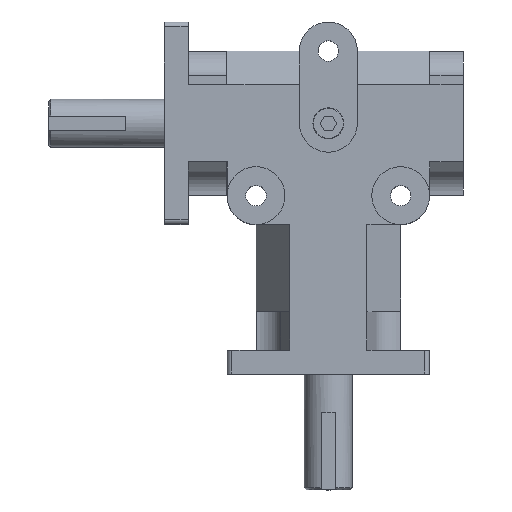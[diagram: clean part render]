
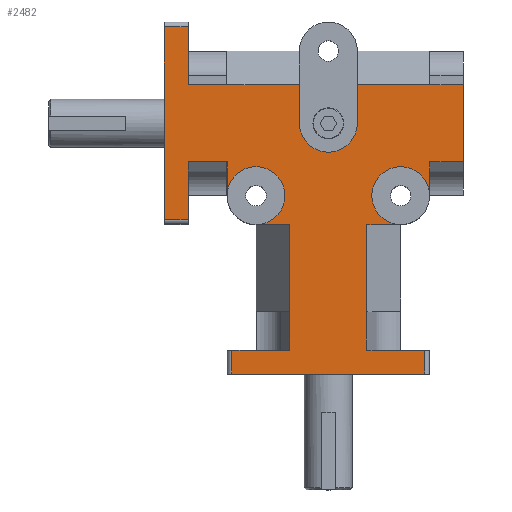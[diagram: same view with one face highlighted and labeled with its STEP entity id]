
A CAD part, top view. The second image highlights one B-rep face of the part: STEP entity #2482.
In plain terms, the highlighted planar face has unit normal (0, 0, 1).
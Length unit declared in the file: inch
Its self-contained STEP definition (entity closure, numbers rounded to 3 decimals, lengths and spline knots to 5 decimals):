
#29=VECTOR('',#2624,1.);
#33=VECTOR('',#2640,1.);
#36=VECTOR('',#2653,1.);
#39=VECTOR('',#2664,1.);
#44=VECTOR('',#2684,1.);
#52=VECTOR('',#2701,1.);
#61=VECTOR('',#2719,1.);
#64=VECTOR('',#2731,1.);
#106=VECTOR('',#2807,1.);
#121=VECTOR('',#2835,1.);
#132=VECTOR('',#2858,1.);
#146=VECTOR('',#2889,1.);
#149=VECTOR('',#2894,1.);
#171=VECTOR('',#2949,1.);
#178=VECTOR('',#2962,1.);
#186=VECTOR('',#2980,1.);
#218=VECTOR('',#3106,1.);
#221=VECTOR('',#3112,1.);
#224=VECTOR('',#3116,1.);
#230=VECTOR('',#3126,1.);
#232=VECTOR('',#3128,1.);
#241=LINE('',#3227,#29);
#245=LINE('',#3245,#33);
#248=LINE('',#3259,#36);
#251=LINE('',#3272,#39);
#256=LINE('',#3293,#44);
#264=LINE('',#3316,#52);
#273=LINE('',#3340,#61);
#276=LINE('',#3352,#64);
#318=LINE('',#3466,#106);
#333=LINE('',#3499,#121);
#344=LINE('',#3525,#132);
#358=LINE('',#3562,#146);
#361=LINE('',#3567,#149);
#383=LINE('',#3628,#171);
#390=LINE('',#3645,#178);
#398=LINE('',#3664,#186);
#430=LINE('',#3806,#218);
#433=LINE('',#3812,#221);
#436=LINE('',#3820,#224);
#442=LINE('',#3833,#230);
#444=LINE('',#3836,#232);
#531=PLANE('',#4093);
#563=VERTEX_POINT('',#3221);
#566=VERTEX_POINT('',#3226);
#571=VERTEX_POINT('',#3239);
#574=VERTEX_POINT('',#3244);
#580=VERTEX_POINT('',#3258);
#581=VERTEX_POINT('',#3260);
#583=VERTEX_POINT('',#3266);
#586=VERTEX_POINT('',#3271);
#604=VERTEX_POINT('',#3315);
#614=VERTEX_POINT('',#3339);
#668=VERTEX_POINT('',#3465);
#669=VERTEX_POINT('',#3467);
#677=VERTEX_POINT('',#3498);
#678=VERTEX_POINT('',#3500);
#684=VERTEX_POINT('',#3524);
#695=VERTEX_POINT('',#3559);
#696=VERTEX_POINT('',#3561);
#703=VERTEX_POINT('',#3587);
#709=VERTEX_POINT('',#3615);
#713=VERTEX_POINT('',#3627);
#714=VERTEX_POINT('',#3630);
#719=VERTEX_POINT('',#3644);
#758=VERTEX_POINT('',#3784);
#759=VERTEX_POINT('',#3785);
#766=VERTEX_POINT('',#3805);
#767=VERTEX_POINT('',#3813);
#769=VERTEX_POINT('',#3817);
#770=VERTEX_POINT('',#3819);
#772=VERTEX_POINT('',#3824);
#774=VERTEX_POINT('',#3827);
#775=VERTEX_POINT('',#3832);
#776=VERTEX_POINT('',#3835);
#876=CIRCLE('',#4075,0.375);
#879=CIRCLE('',#4085,0.375);
#880=CIRCLE('',#4087,0.375);
#908=EDGE_CURVE('',#566,#563,#241,.T.);
#916=EDGE_CURVE('',#574,#571,#245,.T.);
#922=EDGE_CURVE('',#580,#581,#248,.T.);
#928=EDGE_CURVE('',#586,#583,#251,.T.);
#939=EDGE_CURVE('',#571,#566,#256,.T.);
#951=EDGE_CURVE('',#604,#574,#264,.T.);
#964=EDGE_CURVE('',#614,#586,#273,.T.);
#971=EDGE_CURVE('',#583,#580,#276,.T.);
#1031=EDGE_CURVE('',#669,#668,#318,.T.);
#1048=EDGE_CURVE('',#677,#678,#333,.T.);
#1061=EDGE_CURVE('',#684,#604,#344,.T.);
#1079=EDGE_CURVE('',#696,#695,#358,.T.);
#1082=EDGE_CURVE('',#563,#696,#361,.T.);
#1094=EDGE_CURVE('',#703,#668,#358,.T.);
#1098=EDGE_CURVE('',#669,#677,#333,.T.);
#1114=EDGE_CURVE('',#713,#709,#383,.T.);
#1115=EDGE_CURVE('',#709,#714,#383,.T.);
#1123=EDGE_CURVE('',#719,#614,#390,.T.);
#1133=EDGE_CURVE('',#581,#713,#398,.T.);
#1179=EDGE_CURVE('',#758,#759,#876,.T.);
#1193=EDGE_CURVE('',#759,#766,#430,.T.);
#1196=EDGE_CURVE('',#678,#767,#433,.T.);
#1200=EDGE_CURVE('',#770,#769,#436,.T.);
#1204=EDGE_CURVE('',#714,#772,#436,.T.);
#1209=EDGE_CURVE('',#774,#772,#879,.T.);
#1211=EDGE_CURVE('',#774,#775,#442,.T.);
#1213=EDGE_CURVE('',#776,#758,#444,.T.);
#1215=EDGE_CURVE('',#770,#767,#880,.T.);
#1217=EDGE_CURVE('',#776,#703,#358,.T.);
#1220=EDGE_CURVE('',#775,#684,#344,.T.);
#1222=EDGE_CURVE('',#769,#719,#390,.T.);
#1223=EDGE_CURVE('',#695,#766,#358,.T.);
#1845=ORIENTED_EDGE('',*,*,#908,.F.);
#1846=ORIENTED_EDGE('',*,*,#939,.F.);
#1847=ORIENTED_EDGE('',*,*,#916,.F.);
#1848=ORIENTED_EDGE('',*,*,#951,.F.);
#1849=ORIENTED_EDGE('',*,*,#1061,.F.);
#1850=ORIENTED_EDGE('',*,*,#1220,.F.);
#1851=ORIENTED_EDGE('',*,*,#1211,.F.);
#1852=ORIENTED_EDGE('',*,*,#1209,.T.);
#1853=ORIENTED_EDGE('',*,*,#1204,.F.);
#1854=ORIENTED_EDGE('',*,*,#1115,.F.);
#1855=ORIENTED_EDGE('',*,*,#1114,.F.);
#1856=ORIENTED_EDGE('',*,*,#1133,.F.);
#1857=ORIENTED_EDGE('',*,*,#922,.F.);
#1858=ORIENTED_EDGE('',*,*,#971,.F.);
#1859=ORIENTED_EDGE('',*,*,#928,.F.);
#1860=ORIENTED_EDGE('',*,*,#964,.F.);
#1861=ORIENTED_EDGE('',*,*,#1123,.F.);
#1862=ORIENTED_EDGE('',*,*,#1222,.F.);
#1863=ORIENTED_EDGE('',*,*,#1200,.F.);
#1864=ORIENTED_EDGE('',*,*,#1215,.T.);
#1865=ORIENTED_EDGE('',*,*,#1196,.F.);
#1866=ORIENTED_EDGE('',*,*,#1048,.F.);
#1867=ORIENTED_EDGE('',*,*,#1098,.F.);
#1868=ORIENTED_EDGE('',*,*,#1031,.T.);
#1869=ORIENTED_EDGE('',*,*,#1094,.F.);
#1870=ORIENTED_EDGE('',*,*,#1217,.F.);
#1871=ORIENTED_EDGE('',*,*,#1213,.T.);
#1872=ORIENTED_EDGE('',*,*,#1179,.T.);
#1873=ORIENTED_EDGE('',*,*,#1193,.T.);
#1874=ORIENTED_EDGE('',*,*,#1223,.F.);
#1875=ORIENTED_EDGE('',*,*,#1079,.F.);
#1876=ORIENTED_EDGE('',*,*,#1082,.F.);
#2118=EDGE_LOOP('',(#1845,#1846,#1847,#1848,#1849,#1850,#1851,#1852,#1853,
#1854,#1855,#1856,#1857,#1858,#1859,#1860,#1861,#1862,#1863,#1864,#1865,
#1866,#1867,#1868,#1869,#1870,#1871,#1872,#1873,#1874,#1875,#1876));
#2332=FACE_BOUND('',#2118,.T.);
#2482=ADVANCED_FACE('',(#2332),#531,.T.);
#2624=DIRECTION('',(1.,0.,0.));
#2640=DIRECTION('',(-1.,0.,0.));
#2653=DIRECTION('',(0.,1.,0.));
#2664=DIRECTION('',(0.,-1.,0.));
#2684=DIRECTION('',(0.,1.,0.));
#2701=DIRECTION('',(0.,-1.,0.));
#2719=DIRECTION('',(1.,0.,0.));
#2731=DIRECTION('',(-1.,0.,0.));
#2807=DIRECTION('',(0.,1.,0.));
#2835=DIRECTION('',(-1.,0.,0.));
#2858=DIRECTION('',(-1.,0.,0.));
#2889=DIRECTION('',(1.,0.,0.));
#2894=DIRECTION('',(0.,-1.,0.));
#2949=DIRECTION('',(0.,1.,0.));
#2962=DIRECTION('',(0.,-1.,0.));
#2980=DIRECTION('',(1.,0.,0.));
#3088=DIRECTION('',(0.,0.,-1.));
#3089=DIRECTION('',(0.375,0.,0.));
#3106=DIRECTION('',(0.,1.,0.));
#3112=DIRECTION('',(0.,-1.,0.));
#3116=DIRECTION('',(-1.,0.,0.));
#3123=DIRECTION('',(0.,0.,-1.));
#3124=DIRECTION('',(0.375,0.,0.));
#3126=DIRECTION('',(0.,1.,0.));
#3128=DIRECTION('',(0.,-1.,0.));
#3132=DIRECTION('',(0.,0.,-1.));
#3133=DIRECTION('',(0.375,0.,0.));
#3142=DIRECTION('',(0.,0.,1.));
#3221=CARTESIAN_POINT('',(-1.815,4.5,0.9375));
#3226=CARTESIAN_POINT('',(-2.125,4.5,0.9375));
#3227=CARTESIAN_POINT('',(-0.9075,4.5,0.9375));
#3239=CARTESIAN_POINT('',(-2.125,2.,0.9375));
#3244=CARTESIAN_POINT('',(-1.815,2.,0.9375));
#3245=CARTESIAN_POINT('',(-1.0625,2.,0.9375));
#3258=CARTESIAN_POINT('',(-1.25,0.,0.9375));
#3259=CARTESIAN_POINT('',(-1.25,1.3649,0.9375));
#3260=CARTESIAN_POINT('',(-1.25,0.31,0.9375));
#3266=CARTESIAN_POINT('',(1.25,0.,0.9375));
#3271=CARTESIAN_POINT('',(1.25,0.31,0.9375));
#3272=CARTESIAN_POINT('',(1.25,1.2099,0.9375));
#3293=CARTESIAN_POINT('',(-2.125,1.94,0.9375));
#3315=CARTESIAN_POINT('',(-1.815,2.75,0.9375));
#3316=CARTESIAN_POINT('',(-1.815,2.3125,0.9375));
#3339=CARTESIAN_POINT('',(0.5,0.31,0.9375));
#3340=CARTESIAN_POINT('',(0.9375,0.31,0.9375));
#3352=CARTESIAN_POINT('',(1.31,0.,0.9375));
#3465=CARTESIAN_POINT('',(1.75,3.75,0.9375));
#3466=CARTESIAN_POINT('',(1.75,0.30867,0.9375));
#3467=CARTESIAN_POINT('',(1.75,2.75,0.9375));
#3498=CARTESIAN_POINT('',(1.315,2.75,0.9375));
#3499=CARTESIAN_POINT('',(0.32813,2.75,0.9375));
#3500=CARTESIAN_POINT('',(1.3125,2.75,0.9375));
#3524=CARTESIAN_POINT('',(-1.315,2.75,0.9375));
#3525=CARTESIAN_POINT('',(-0.45375,2.75,0.9375));
#3559=CARTESIAN_POINT('',(-1.315,3.75,0.9375));
#3561=CARTESIAN_POINT('',(-1.815,3.75,0.9375));
#3562=CARTESIAN_POINT('',(-0.1875,3.75,0.9375));
#3567=CARTESIAN_POINT('',(-1.815,3.30365,0.9375));
#3587=CARTESIAN_POINT('',(1.315,3.75,0.9375));
#3615=CARTESIAN_POINT('',(-0.5,0.81,0.9375));
#3627=CARTESIAN_POINT('',(-0.5,0.31,0.9375));
#3628=CARTESIAN_POINT('',(-0.5,2.17865,0.9375));
#3630=CARTESIAN_POINT('',(-0.5,1.9375,0.9375));
#3644=CARTESIAN_POINT('',(0.5,0.81,0.9375));
#3645=CARTESIAN_POINT('',(0.5,1.3649,0.9375));
#3664=CARTESIAN_POINT('',(-0.46875,0.31,0.9375));
#3783=CARTESIAN_POINT('',(0.,3.25,0.9375));
#3784=CARTESIAN_POINT('',(0.375,3.25,0.9375));
#3785=CARTESIAN_POINT('',(-0.375,3.25,0.9375));
#3805=CARTESIAN_POINT('',(-0.375,3.75,0.9375));
#3806=CARTESIAN_POINT('',(-0.375,2.8349,0.9375));
#3812=CARTESIAN_POINT('',(1.3125,2.3125,0.9375));
#3813=CARTESIAN_POINT('',(1.3125,2.3125,0.9375));
#3817=CARTESIAN_POINT('',(0.5,1.9375,0.9375));
#3819=CARTESIAN_POINT('',(0.9375,1.9375,0.9375));
#3820=CARTESIAN_POINT('',(-0.9375,1.9375,0.9375));
#3824=CARTESIAN_POINT('',(-0.9375,1.9375,0.9375));
#3827=CARTESIAN_POINT('',(-1.3125,2.3125,0.9375));
#3830=CARTESIAN_POINT('',(-0.9375,2.3125,0.9375));
#3832=CARTESIAN_POINT('',(-1.3125,2.75,0.9375));
#3833=CARTESIAN_POINT('',(-1.3125,2.3125,0.9375));
#3835=CARTESIAN_POINT('',(0.375,3.75,0.9375));
#3836=CARTESIAN_POINT('',(0.375,3.30365,0.9375));
#3839=CARTESIAN_POINT('',(0.9375,2.3125,0.9375));
#3848=CARTESIAN_POINT('',(0.,2.41979,0.9375));
#4075=AXIS2_PLACEMENT_3D('',#3783,#3088,#3089);
#4085=AXIS2_PLACEMENT_3D('',#3830,#3123,#3124);
#4087=AXIS2_PLACEMENT_3D('',#3839,#3132,#3133);
#4093=AXIS2_PLACEMENT_3D('',#3848,#3142,$);
